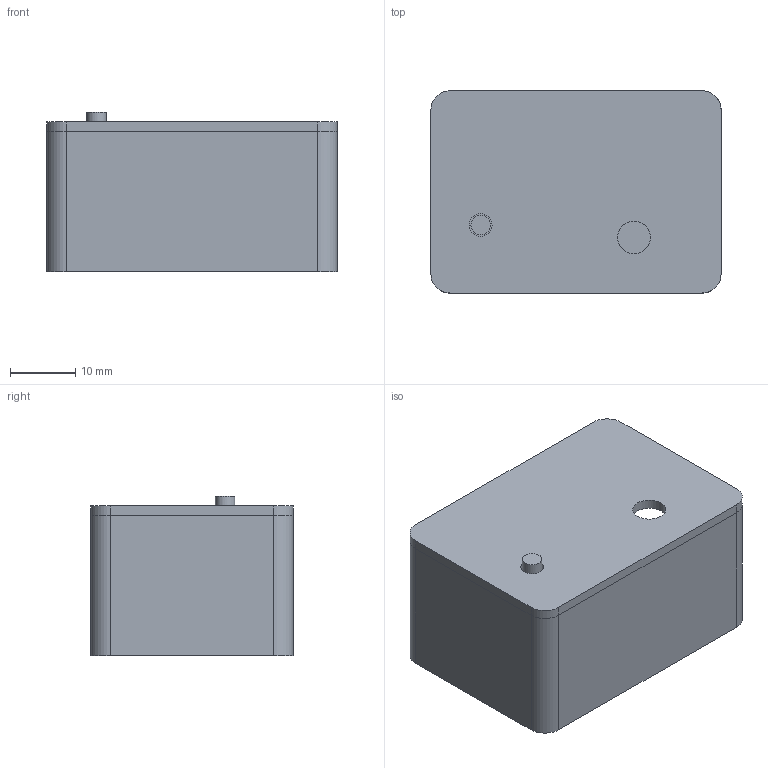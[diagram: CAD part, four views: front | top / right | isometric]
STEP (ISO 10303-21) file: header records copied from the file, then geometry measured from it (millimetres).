
FILE_DESCRIPTION(/* description */ (''),/* implementation_level */ '2;1');
FILE_NAME(/* name */ 'Case tight tolerance.step',/* time_stamp */ '2023-05-14T10:12:17-07:00',/* author */ (''),/* organization */ (''),/* preprocessor_version */ 'ST-DEVELOPER v19.2',/* originating_system */ 'Autodesk Translation Framework v12.4.0.73',/* authorisation */ '');
FILE_SCHEMA (('AUTOMOTIVE_DESIGN { 1 0 10303 214 3 1 1 }'));
Length unit declared in the file: millimetre
Products named in the file (4): Case; Cover; Case_1; Button Stalk
Assembly tree (3 placements, depth 2):
  Case
    Cover
    Case_1
    Button Stalk
Bounding box: 44.5 x 31 x 24.5 mm (x, y, z)
Volume: 9065.1 mm3; surface area: 12606.4 mm2
Topology: 3 solids, 3 shells, 92 faces, 231 edges, 151 vertices
Faces by surface type: plane 69, cylinder 23
Full cylindrical faces by diameter (mm): 3 x3, 3.5 x1, 5 x4
Entity records: 2856 total; most frequent: CARTESIAN_POINT 481, DIRECTION 477, ORIENTED_EDGE 462, EDGE_CURVE 231, LINE 183, VECTOR 183, VERTEX_POINT 151, AXIS2_PLACEMENT_3D 147
